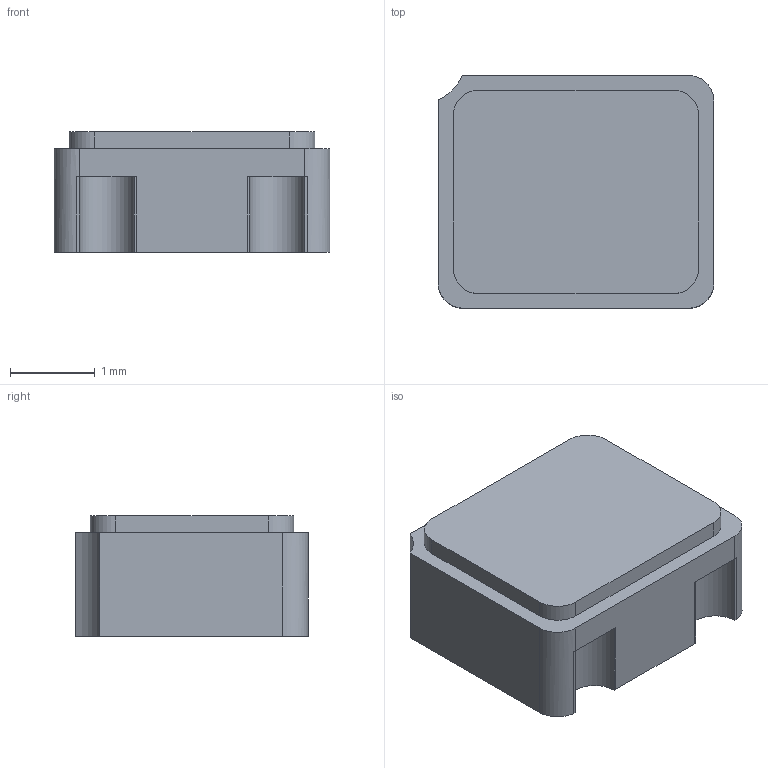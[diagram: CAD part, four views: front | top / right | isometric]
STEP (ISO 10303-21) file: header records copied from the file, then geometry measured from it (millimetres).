
FILE_DESCRIPTION( ( '' ), ' ' );
FILE_NAME( '5b55f9cbb318d60eda7189a9.step', '2018-07-23T15:52:43', ( '' ), ( '' ), ' ', ' ', ' ' );
FILE_SCHEMA( ( 'AUTOMOTIVE_DESIGN { 1 0 10303 214 1 1 1 1 }' ) );
Length unit declared in the file: metre
Products named in the file (5): Open CASCADE STEP translator 6.8 3; Open CASCADE STEP translator 6.8 2; Open CASCADE STEP translator 6.8 1
Bounding box: 3.25 x 2.74 x 1.42 mm (x, y, z)
Volume: 11.7 mm3; surface area: 64.6 mm2
Topology: 5 solids, 5 shells, 56 faces, 138 edges, 92 vertices
Faces by surface type: plane 45, cylinder 11
Entity records: 2840 total; most frequent: CARTESIAN_POINT 291, DIRECTION 284, ORIENTED_EDGE 276, STYLED_ITEM 194, PRESENTATION_STYLE_ASSIGNMENT 194, COLOUR_RGB 194, EDGE_CURVE 138, CURVE_STYLE 138
